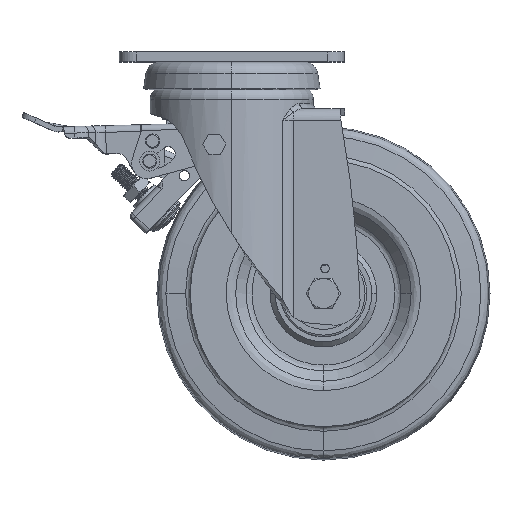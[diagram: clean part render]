
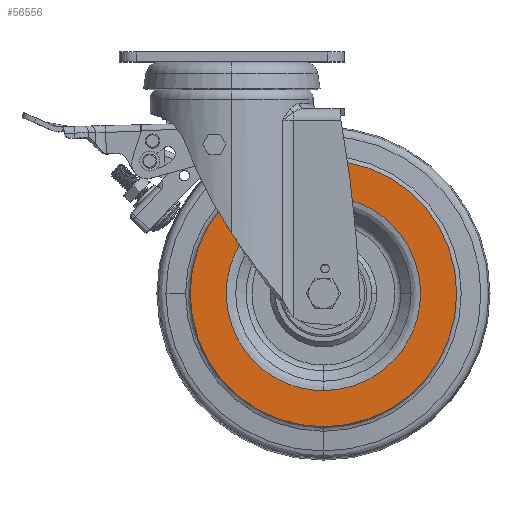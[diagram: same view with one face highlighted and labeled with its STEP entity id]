
A CAD part, top view. The second image highlights one B-rep face of the part: STEP entity #56556.
In plain terms, the highlighted planar face has unit normal (0, 0, 1).
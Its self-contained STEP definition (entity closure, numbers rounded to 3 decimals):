
#171 = CARTESIAN_POINT ( 'NONE',  ( -61.627, -203.31, 25. ) ) ;
#851 = CIRCLE ( 'NONE', #24783, 80. ) ;
#1999 = FACE_OUTER_BOUND ( 'NONE', #34283, .T. ) ;
#4634 = CARTESIAN_POINT ( 'NONE',  ( 55., -144.996, 25. ) ) ;
#9905 = CARTESIAN_POINT ( 'NONE',  ( 55., -224.996, 25. ) ) ;
#10296 = DIRECTION ( 'NONE',  ( 0., 0., 1. ) ) ;
#11385 = EDGE_CURVE ( 'NONE', #21953, #31446, #851, .T. ) ;
#12673 = CARTESIAN_POINT ( 'NONE',  ( 55., -203.31, 25. ) ) ;
#13185 = ORIENTED_EDGE ( 'NONE', *, *, #11385, .T. ) ;
#16536 = CARTESIAN_POINT ( 'NONE',  ( 55., -86.682, 25. ) ) ;
#17354 = CARTESIAN_POINT ( 'NONE',  ( 55., -86.682, 25. ) ) ;
#18134 = ORIENTED_EDGE ( 'NONE', *, *, #44028, .F. ) ;
#18169 = CARTESIAN_POINT ( 'NONE',  ( 55., -144.996, 25. ) ) ;
#18737 = CARTESIAN_POINT ( 'NONE',  ( 171.627, -203.31, 25. ) ) ;
#19815 = EDGE_CURVE ( 'NONE', #31446, #21953, #63908, .T. ) ;
#19924 = FACE_BOUND ( 'NONE', #70178, .T. ) ;
#21953 = VERTEX_POINT ( 'NONE', #9905 ) ;
#22255 = CARTESIAN_POINT ( 'NONE',  ( 55., -64.996, 25. ) ) ;
#24222 = DIRECTION ( 'NONE',  ( -1., 0., 0. ) ) ;
#24783 = AXIS2_PLACEMENT_3D ( 'NONE', #58732, #10296, #77090 ) ;
#24809 = CARTESIAN_POINT ( 'NONE',  ( 55., -86.682, 25. ) ) ;
#30281 = CARTESIAN_POINT ( 'NONE',  ( 55., -203.31, 25. ) ) ;
#31446 = VERTEX_POINT ( 'NONE', #22255 ) ;
#34283 = EDGE_LOOP ( 'NONE', ( #71834, #13185 ) ) ;
#35632 = VERTEX_POINT ( 'NONE', #16536 ) ;
#43055 = CARTESIAN_POINT ( 'NONE',  ( 171.627, -86.682, 25. ) ) ;
#44028 = EDGE_CURVE ( 'NONE', #44198, #35632, #56192, .T. ) ;
#44198 = VERTEX_POINT ( 'NONE', #73596 ) ;
#46864 = DIRECTION ( 'NONE',  ( 0., 0., 1. ) ) ;
#47803 = ORIENTED_EDGE ( 'NONE', *, *, #67161, .F. ) ;
#50569 = AXIS2_PLACEMENT_3D ( 'NONE', #18169, #60494, #24222 ) ;
#53027 = DIRECTION ( 'NONE',  ( -1., 0., 0. ) ) ;
#54137 = PLANE ( 'NONE',  #50569 ) ;
#56192 =( BOUNDED_CURVE ( )  B_SPLINE_CURVE ( 3, ( #12673, #18737, #43055, #24809 ),
 .UNSPECIFIED., .F., .F. ) 
 B_SPLINE_CURVE_WITH_KNOTS ( ( 4, 4 ),
 ( 0., 1. ),
 .UNSPECIFIED. ) 
 CURVE ( )  GEOMETRIC_REPRESENTATION_ITEM ( )  RATIONAL_B_SPLINE_CURVE ( ( 1., 0.333, 0.333, 1. ) ) 
 REPRESENTATION_ITEM ( '' )  );
#56556 = ADVANCED_FACE ( 'NONE', ( #1999, #19924 ), #54137, .F. ) ;
#57762 = AXIS2_PLACEMENT_3D ( 'NONE', #4634, #46864, #53027 ) ;
#58732 = CARTESIAN_POINT ( 'NONE',  ( 55., -144.996, 25. ) ) ;
#60494 = DIRECTION ( 'NONE',  ( 0., 0., -1. ) ) ;
#63908 = CIRCLE ( 'NONE', #57762, 80. ) ;
#64456 =( BOUNDED_CURVE ( )  B_SPLINE_CURVE ( 3, ( #17354, #78563, #171, #30281 ),
 .UNSPECIFIED., .F., .F. ) 
 B_SPLINE_CURVE_WITH_KNOTS ( ( 4, 4 ),
 ( 0., 1. ),
 .UNSPECIFIED. ) 
 CURVE ( )  GEOMETRIC_REPRESENTATION_ITEM ( )  RATIONAL_B_SPLINE_CURVE ( ( 1., 0.333, 0.333, 1. ) ) 
 REPRESENTATION_ITEM ( '' )  );
#67161 = EDGE_CURVE ( 'NONE', #35632, #44198, #64456, .T. ) ;
#70178 = EDGE_LOOP ( 'NONE', ( #47803, #18134 ) ) ;
#71834 = ORIENTED_EDGE ( 'NONE', *, *, #19815, .T. ) ;
#73596 = CARTESIAN_POINT ( 'NONE',  ( 55., -203.31, 25. ) ) ;
#77090 = DIRECTION ( 'NONE',  ( -1., 0., 0. ) ) ;
#78563 = CARTESIAN_POINT ( 'NONE',  ( -61.627, -86.682, 25. ) ) ;
